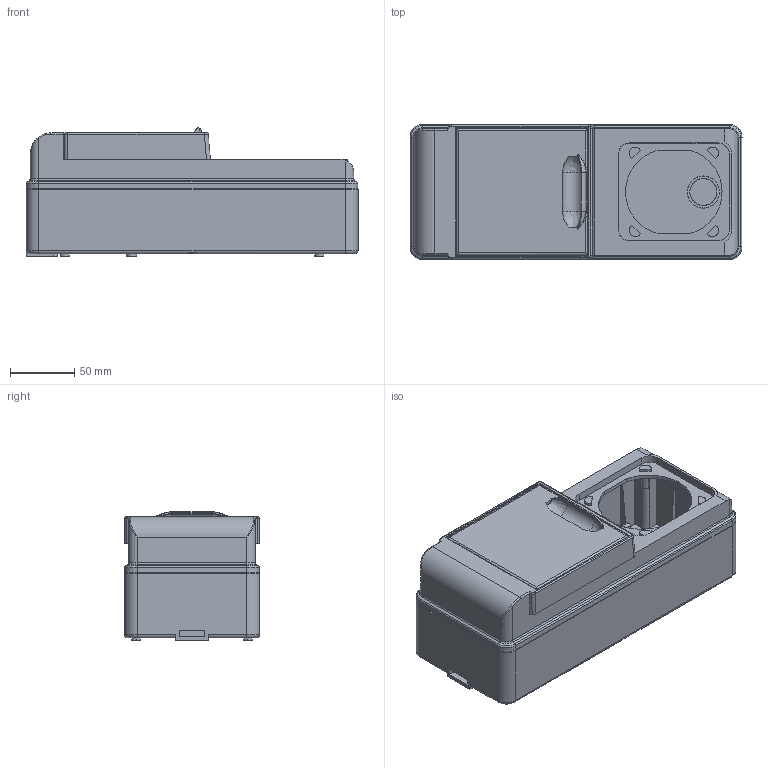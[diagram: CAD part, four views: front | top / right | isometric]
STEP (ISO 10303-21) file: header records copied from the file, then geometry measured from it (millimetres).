
FILE_DESCRIPTION((''),'2;1');
FILE_NAME('GW68017N_ASM','2021-03-19T16:21:59',('User'),('Axiro Italia'),'CREO PARAMETRIC BY PTC INC, 2020354','CREO PARAMETRIC BY PTC INC, 2020354','');
FILE_SCHEMA(('CONFIG_CONTROL_DESIGN'));
Length unit declared in the file: millimetre
Products named in the file (3): 55524219A_FONDO_QDIN_5M_1_PR_16; 55524227E_FRONT_5M_1PR_16A; GW68017N_ASM
Assembly tree (2 placements, depth 2):
  GW68017N_ASM
    55524219A_FONDO_QDIN_5M_1_PR_16
    55524227E_FRONT_5M_1PR_16A
Bounding box: 258 x 105 x 100.05 mm (x, y, z)
Volume: 563897.3 mm3; surface area: 235173.1 mm2
Topology: 2 solids, 2 shells, 517 faces, 1381 edges, 895 vertices
Faces by surface type: plane 308, cone 93, cylinder 69, bspline 32, torus 15
Entity records: 18987 total; most frequent: CARTESIAN_POINT 6227, ORIENTED_EDGE 2762, DIRECTION 2460, EDGE_CURVE 1381, VECTOR 918, LINE 918, VERTEX_POINT 895, AXIS2_PLACEMENT_3D 771
